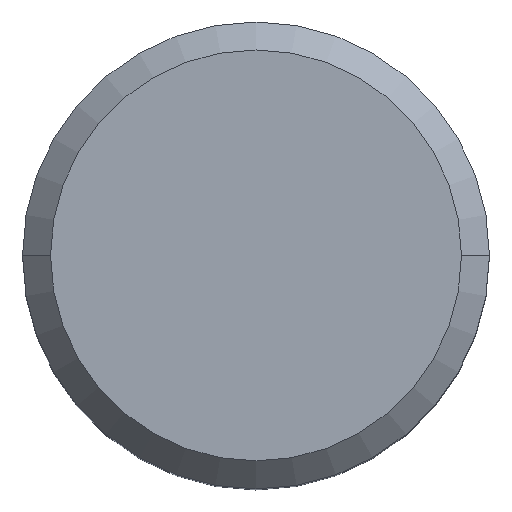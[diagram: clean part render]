
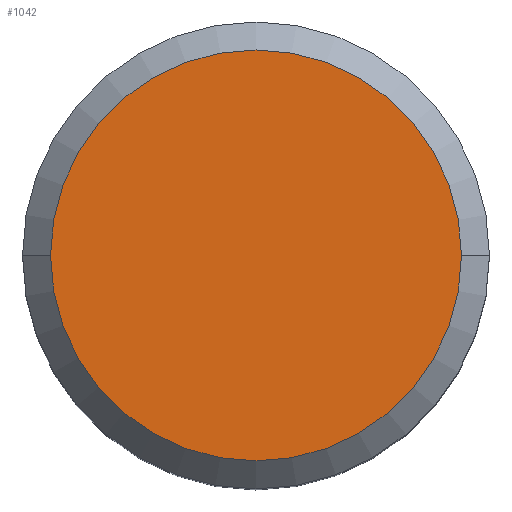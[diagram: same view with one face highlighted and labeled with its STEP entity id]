
A CAD part, top view. The second image highlights one B-rep face of the part: STEP entity #1042.
In plain terms, the highlighted planar face has unit normal (0, 0, 1).
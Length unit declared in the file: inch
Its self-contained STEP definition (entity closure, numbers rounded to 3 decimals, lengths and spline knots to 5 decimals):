
#120 = CIRCLE ( 'NONE', #677, 0.55 ) ;
#125 = DIRECTION ( 'NONE',  ( 0., -1., 0. ) ) ;
#182 = DIRECTION ( 'NONE',  ( 0., -1., 0. ) ) ;
#259 = EDGE_LOOP ( 'NONE', ( #347, #1247 ) ) ;
#305 = VERTEX_POINT ( 'NONE', #971 ) ;
#317 = PLANE ( 'NONE',  #1165 ) ;
#347 = ORIENTED_EDGE ( 'NONE', *, *, #1157, .T. ) ;
#378 = DIRECTION ( 'NONE',  ( 0., 0., 1. ) ) ;
#390 = DIRECTION ( 'NONE',  ( 0., -1., 0. ) ) ;
#643 = AXIS2_PLACEMENT_3D ( 'NONE', #791, #1086, #390 ) ;
#677 = AXIS2_PLACEMENT_3D ( 'NONE', #1061, #378, #182 ) ;
#686 = EDGE_CURVE ( 'NONE', #305, #690, #1177, .T. ) ;
#690 = VERTEX_POINT ( 'NONE', #1199 ) ;
#714 = CARTESIAN_POINT ( 'NONE',  ( 0., 0.52963, 0. ) ) ;
#791 = CARTESIAN_POINT ( 'NONE',  ( 0., 0., 0. ) ) ;
#971 = CARTESIAN_POINT ( 'NONE',  ( 0.55, 0., 0. ) ) ;
#1017 = DIRECTION ( 'NONE',  ( 0., 0., 1. ) ) ;
#1042 = ADVANCED_FACE ( 'NONE', ( #1257 ), #317, .T. ) ;
#1061 = CARTESIAN_POINT ( 'NONE',  ( 0., 0., 0. ) ) ;
#1086 = DIRECTION ( 'NONE',  ( 0., 0., 1. ) ) ;
#1157 = EDGE_CURVE ( 'NONE', #690, #305, #120, .T. ) ;
#1165 = AXIS2_PLACEMENT_3D ( 'NONE', #714, #1017, #125 ) ;
#1177 = CIRCLE ( 'NONE', #643, 0.55 ) ;
#1199 = CARTESIAN_POINT ( 'NONE',  ( -0.55, 0., 0. ) ) ;
#1247 = ORIENTED_EDGE ( 'NONE', *, *, #686, .T. ) ;
#1257 = FACE_OUTER_BOUND ( 'NONE', #259, .T. ) ;
